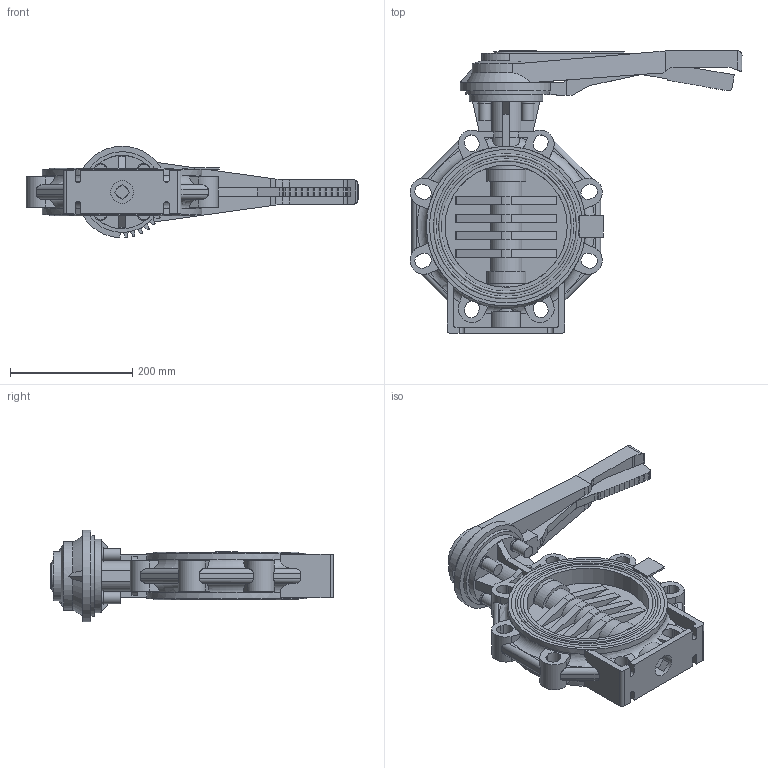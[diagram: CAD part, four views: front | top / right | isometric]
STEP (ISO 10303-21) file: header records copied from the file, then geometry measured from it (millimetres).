
FILE_DESCRIPTION(/* description */ ('Butterfly Valve with PVC Disc and EPDM lining, Lever Operated, Ø225/DN200, PN10'),/* implementation_level */ '2;1');
FILE_NAME(/* name */ 'K4OU-E-225',/* time_stamp */ '2021-11-25T13:21:37+01:00',/* author */ ('COAB Solutions'),/* organization */ ('GPA Flowsystem'),/* preprocessor_version */ 'ST-DEVELOPER v18.1',/* originating_system */ 'www.coabsolutions.com',/* authorisation */ 'unknown authorization');
FILE_SCHEMA (('AUTOMOTIVE_DESIGN { 1 0 10303 214 3 1 1 }'));
Length unit declared in the file: millimetre
Products named in the file (1): K4OU-E-225
Bounding box: 543.33 x 462.28 x 149.77 mm (x, y, z)
Volume: 5472107 mm3; surface area: 683065.3 mm2
Topology: 2 solids, 3 shells, 595 faces, 1722 edges, 1136 vertices
Faces by surface type: plane 374, cylinder 207, torus 10, cone 4
Full cylindrical faces by diameter (mm): 20 x4, 22 x4, 37.566 x1, 43.359 x1, 65.339 x2, 120 x1, 132.159 x1, 200 x1, 250.98 x1, 251 x1, 261.241 x2
Entity records: 21127 total; most frequent: CARTESIAN_POINT 4725, ORIENTED_EDGE 3444, DIRECTION 3342, EDGE_CURVE 1722, VERTEX_POINT 1136, AXIS2_PLACEMENT_3D 1124, LINE 1094, VECTOR 1094
